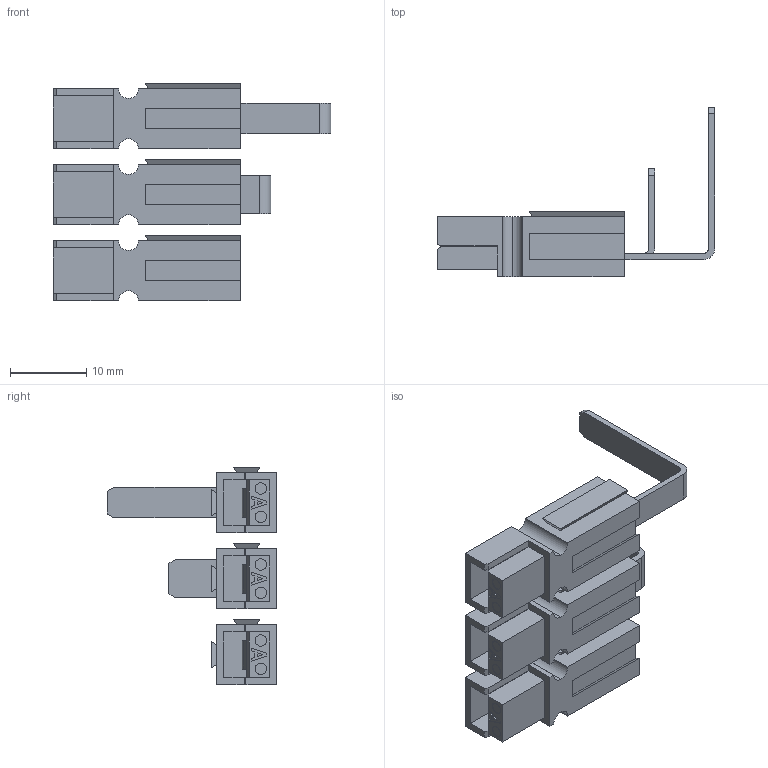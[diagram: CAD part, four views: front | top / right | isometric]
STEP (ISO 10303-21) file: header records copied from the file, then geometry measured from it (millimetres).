
FILE_DESCRIPTION (( 'STEP AP214' ), '1' );
FILE_NAME ('Anderson PP15-30-45 one of each.STEP', '2020-11-26T06:38:04', ( '' ), ( '' ), 'SwSTEP 2.0', 'SolidWorks 2020', '' );
FILE_SCHEMA (( 'AUTOMOTIVE_DESIGN' ));
Length unit declared in the file: millimetre
Products named in the file (4): Anderson PP15-30-45_Red - PCB Blade 2; Anderson PP15-30-45 one of each; Anderson PP15-30-45_Red; Anderson PP15-30-45_Red - PCB Blade 1
Assembly tree (3 placements, depth 2):
  Anderson PP15-30-45 one of each
    Anderson PP15-30-45_Red
    Anderson PP15-30-45_Red - PCB Blade 1
    Anderson PP15-30-45_Red - PCB Blade 2
Bounding box: 36.5 x 22.3 x 28.6 mm (x, y, z)
Volume: 2498.6 mm3; surface area: 5479.4 mm2
Topology: 8 solids, 8 shells, 276 faces, 738 edges, 490 vertices
Faces by surface type: plane 236, cylinder 40
Entity records: 8705 total; most frequent: CARTESIAN_POINT 1510, ORIENTED_EDGE 1476, DIRECTION 1382, EDGE_CURVE 738, LINE 658, VECTOR 658, VERTEX_POINT 490, AXIS2_PLACEMENT_3D 362
